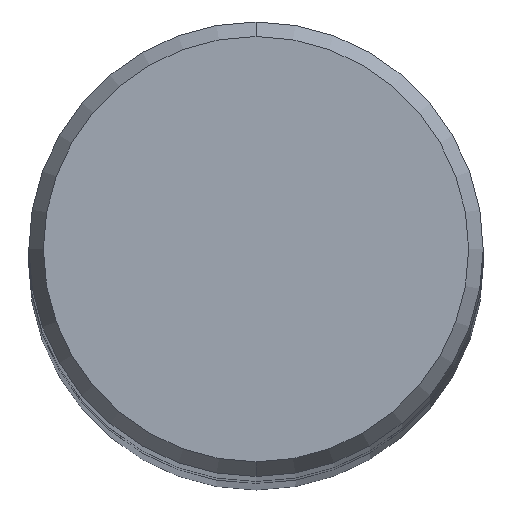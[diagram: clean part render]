
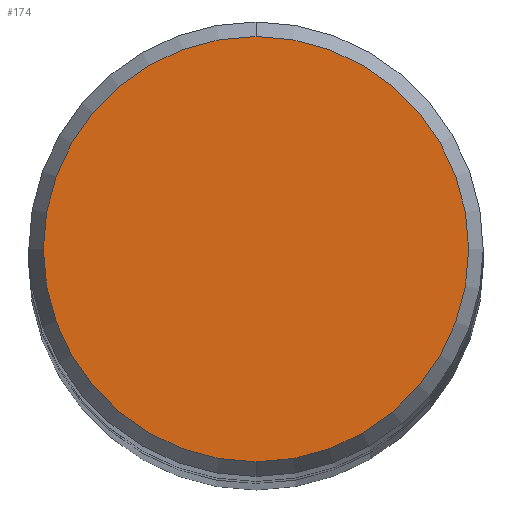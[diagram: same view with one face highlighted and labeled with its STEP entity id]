
A CAD part, top view. The second image highlights one B-rep face of the part: STEP entity #174.
In plain terms, the highlighted planar face has unit normal (0, 0, 1).
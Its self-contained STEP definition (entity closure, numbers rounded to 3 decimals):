
#112=VERTEX_POINT('',#261);
#138=EDGE_CURVE('',#220,#112,#292,.T.);
#168=EDGE_CURVE('',#112,#220,#323,.T.);
#174=ADVANCED_FACE('',(#329),#330,.T.);
#220=VERTEX_POINT('',#382);
#261=CARTESIAN_POINT('',(0.,-3.339,0.0));
#292=CIRCLE('',#461,3.339);
#323=CIRCLE('',#503,3.339);
#329=FACE_OUTER_BOUND('',#511,.T.);
#330=PLANE('',#512);
#382=CARTESIAN_POINT('',(0.0,3.339,0.0));
#461=AXIS2_PLACEMENT_3D('',#657,#658,#659);
#503=AXIS2_PLACEMENT_3D('',#685,#686,#687);
#511=EDGE_LOOP('',(#690,#691));
#512=AXIS2_PLACEMENT_3D('',#692,#693,#694);
#657=CARTESIAN_POINT('',(0.0,0.0,0.0));
#658=DIRECTION('',(0.0,0.0,-1.0));
#659=DIRECTION('',(0.0,1.0,0.0));
#685=CARTESIAN_POINT('',(0.0,0.0,0.0));
#686=DIRECTION('',(0.0,0.0,-1.0));
#687=DIRECTION('',(0.0,1.0,0.0));
#690=ORIENTED_EDGE('',*,*,#138,.F.);
#691=ORIENTED_EDGE('',*,*,#168,.F.);
#692=CARTESIAN_POINT('',(0.0,1.67,0.0));
#693=DIRECTION('',(-0.0,0.0,1.0));
#694=DIRECTION('',(0.0,-1.0,0.0));
